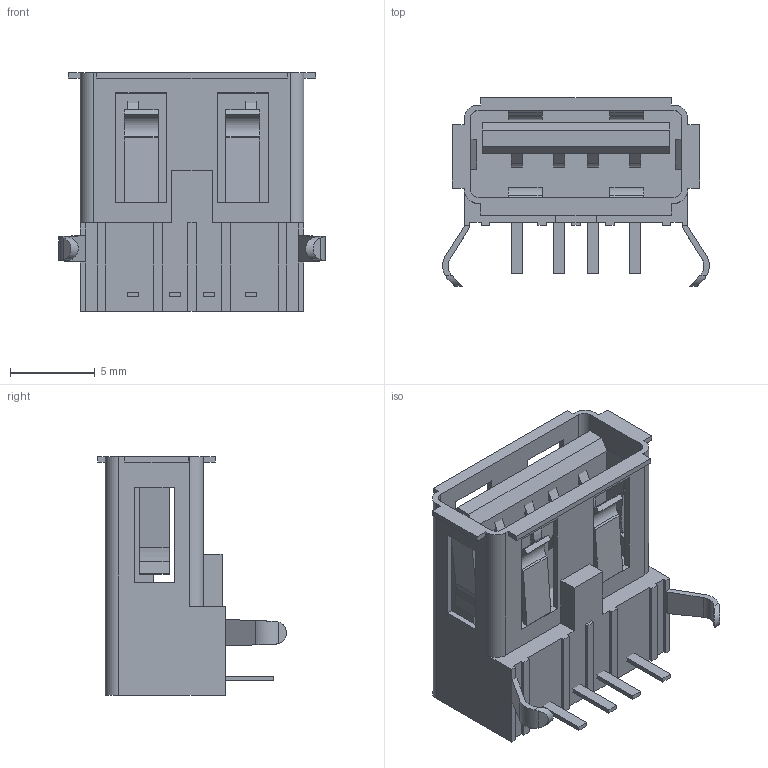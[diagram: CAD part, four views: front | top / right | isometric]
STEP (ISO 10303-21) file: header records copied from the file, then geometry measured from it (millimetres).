
FILE_DESCRIPTION(/* description */ ('STEP AP203'),/* implementation_level */ '2;1');
FILE_NAME(/* name */ 'USB-A-S-S-B-TH',/* time_stamp */ '2026-02-10T10:55:48+01:00',/* author */ ('License CC BY-ND 4.0'),/* organization */ ('CADENAS'),/* preprocessor_version */ 'ST-DEVELOPER v20',/* originating_system */ 'PARTsolutions',/* authorisation */ ' ');
FILE_SCHEMA (('CONFIG_CONTROL_DESIGN'));
Length unit declared in the file: millimetre
Products named in the file (4): USB-A-S-S-B-TH; USB-A-S-TH_S; USB-A-S-B-TH_B; USB-A-S-TH_P
Assembly tree (3 placements, depth 2):
  USB-A-S-S-B-TH
    USB-A-S-TH_S
    USB-A-S-B-TH_B
    USB-A-S-TH_P
Bounding box: 15.75 x 11.14 x 14.1 mm (x, y, z)
Volume: 827.6 mm3; surface area: 1587.8 mm2
Topology: 3 solids, 3 shells, 237 faces, 682 edges, 452 vertices
Faces by surface type: plane 203, cylinder 34
Entity records: 7766 total; most frequent: CARTESIAN_POINT 1387, ORIENTED_EDGE 1364, DIRECTION 1228, EDGE_CURVE 682, LINE 610, VECTOR 610, VERTEX_POINT 452, AXIS2_PLACEMENT_3D 309
